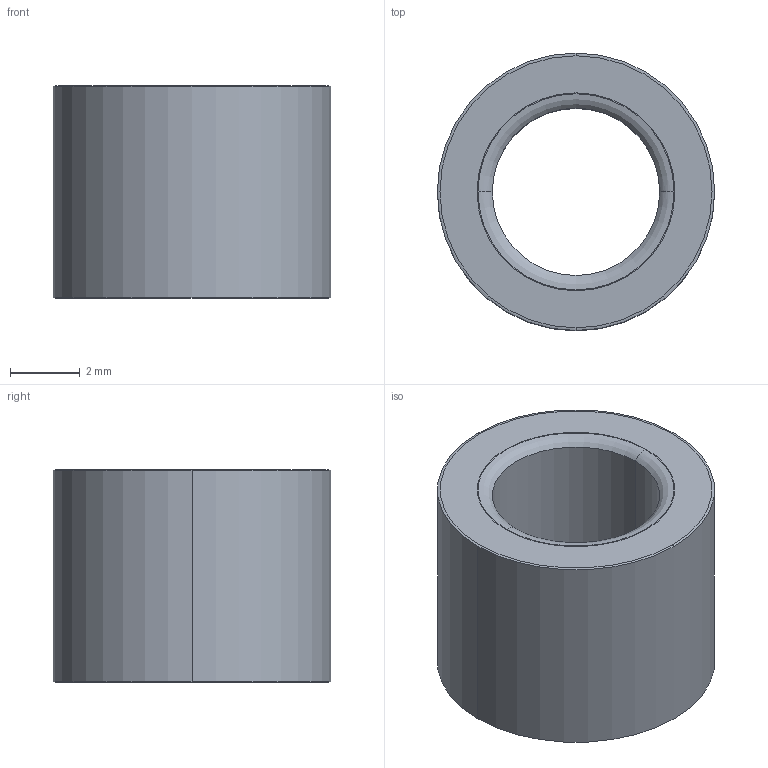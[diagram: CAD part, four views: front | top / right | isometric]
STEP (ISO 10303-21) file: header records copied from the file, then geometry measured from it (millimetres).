
FILE_DESCRIPTION (( 'STEP AP214' ), '1' );
FILE_NAME ('SquareBearing_3B103A3126.step', '2019-07-23T12:41:59', ( '' ), ( '' ), 'SwSTEP 2.0', 'SolidWorks 2018', '' );
FILE_SCHEMA (( 'AUTOMOTIVE_DESIGN' ));
Length unit declared in the file: inch
Products named in the file (6): RST_PS_FG_OD; RST_PS_Liner_FG_ID; RST_PS_Shell_FG_OD; RST_PS_Shell; RST_PS_Liner; SquareBearing_3B103A3126
Assembly tree (3 placements, depth 3):
  RST_PS_Shell
  RST_PS_Liner
  SquareBearing_3B103A3126
    RST_PS_FG_OD
      RST_PS_Shell_FG_OD
      RST_PS_Liner_FG_ID
Bounding box: 7.98 x 7.98 x 6.1 mm (x, y, z)
Volume: 192.8 mm3; surface area: 521.6 mm2
Topology: 2 solids, 2 shells, 20 faces, 44 edges, 28 vertices
Faces by surface type: cylinder 8, torus 8, plane 4
Entity records: 758 total; most frequent: DIRECTION 136, CARTESIAN_POINT 100, ORIENTED_EDGE 88, AXIS2_PLACEMENT_3D 64, EDGE_CURVE 44, CIRCLE 36, VERTEX_POINT 28, EDGE_LOOP 24
